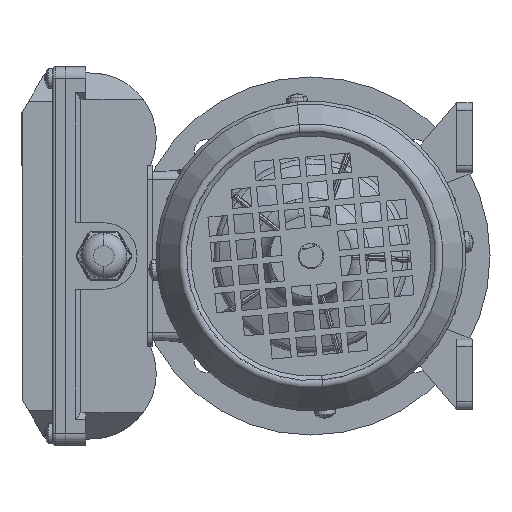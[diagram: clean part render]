
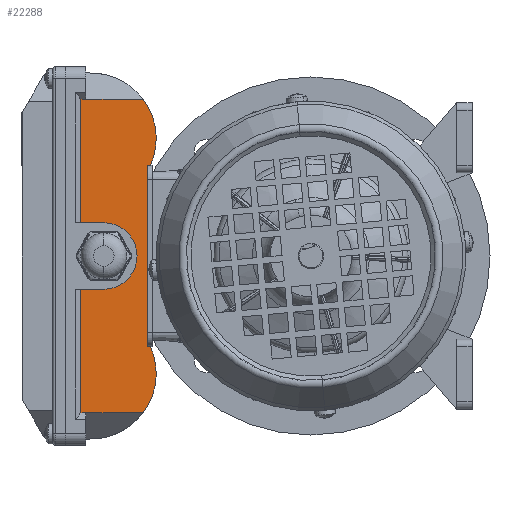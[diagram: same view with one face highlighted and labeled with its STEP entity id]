
A CAD part, left-side view. The second image highlights one B-rep face of the part: STEP entity #22288.
In plain terms, the highlighted face is planar.
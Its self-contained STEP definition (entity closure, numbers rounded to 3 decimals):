
#1980 = CARTESIAN_POINT ( 'NONE',  ( -22.353, -14.36, 2.5 ) ) ;
#1981 = DIRECTION ( 'NONE',  ( 1., 0., 0. ) ) ;
#1983 = DIRECTION ( 'NONE',  ( 0., 0., 1. ) ) ;
#1984 = CARTESIAN_POINT ( 'NONE',  ( -32.853, 8.878, 2.5 ) ) ;
#1986 = AXIS2_PLACEMENT_3D ( 'NONE', #1984, #1983, #1981 ) ;
#1987 = CIRCLE ( 'NONE', #1986, 25.5 ) ;
#2307 = CARTESIAN_POINT ( 'NONE',  ( -48.182, -11.501, 2.5 ) ) ;
#2330 = CARTESIAN_POINT ( 'NONE',  ( 48.647, -14.36, 2.5 ) ) ;
#2660 = CARTESIAN_POINT ( 'NONE',  ( 74.475, -11.501, 2.5 ) ) ;
#2672 = DIRECTION ( 'NONE',  ( 1., 0., 0. ) ) ;
#2674 = DIRECTION ( 'NONE',  ( 0., 0., 1. ) ) ;
#2675 = CARTESIAN_POINT ( 'NONE',  ( 59.147, 8.878, 2.5 ) ) ;
#2676 = AXIS2_PLACEMENT_3D ( 'NONE', #2675, #2674, #2672 ) ;
#2678 = CIRCLE ( 'NONE', #2676, 25.5 ) ;
#5010 = CARTESIAN_POINT ( 'NONE',  ( -22.353, -13.122, 2.5 ) ) ;
#5011 = LINE ( 'NONE', #5010, #5146 ) ;
#5136 = CARTESIAN_POINT ( 'NONE',  ( -22.353, -13.122, 2.5 ) ) ;
#5145 = DIRECTION ( 'NONE',  ( 0., 1., 0. ) ) ;
#5146 = VECTOR ( 'NONE', #5145, 1000. ) ;
#5166 = DIRECTION ( 'NONE',  ( -1., 0., 0. ) ) ;
#5167 = VECTOR ( 'NONE', #5166, 1000. ) ;
#5168 = CARTESIAN_POINT ( 'NONE',  ( 13.147, -13.122, 2.5 ) ) ;
#5176 = LINE ( 'NONE', #5168, #5167 ) ;
#5222 = CARTESIAN_POINT ( 'NONE',  ( 48.647, -13.122, 2.5 ) ) ;
#5229 = DIRECTION ( 'NONE',  ( 0., 1., 0. ) ) ;
#5230 = VECTOR ( 'NONE', #5229, 1000. ) ;
#5232 = CARTESIAN_POINT ( 'NONE',  ( 48.647, -13.122, 2.5 ) ) ;
#5244 = LINE ( 'NONE', #5232, #5230 ) ;
#7068 = DIRECTION ( 'NONE',  ( 0., 1., 0. ) ) ;
#7070 = VECTOR ( 'NONE', #7068, 1000. ) ;
#7071 = CARTESIAN_POINT ( 'NONE',  ( 74.475, 16.878, 2.5 ) ) ;
#7072 = LINE ( 'NONE', #7071, #7070 ) ;
#7206 = CARTESIAN_POINT ( 'NONE',  ( 74.475, 10.878, 2.5 ) ) ;
#7303 = DIRECTION ( 'NONE',  ( 0., 1., 0. ) ) ;
#7304 = VECTOR ( 'NONE', #7303, 1000. ) ;
#7306 = CARTESIAN_POINT ( 'NONE',  ( 74.475, 10.878, 2.5 ) ) ;
#7309 = LINE ( 'NONE', #7306, #7304 ) ;
#7444 = DIRECTION ( 'NONE',  ( 0., -1., 0. ) ) ;
#7446 = VECTOR ( 'NONE', #7444, 1000. ) ;
#7448 = CARTESIAN_POINT ( 'NONE',  ( -48.182, 16.878, 2.5 ) ) ;
#7459 = LINE ( 'NONE', #7448, #7446 ) ;
#7524 = DIRECTION ( 'NONE',  ( 0., 1., 0. ) ) ;
#7525 = VECTOR ( 'NONE', #7524, 1000. ) ;
#7526 = CARTESIAN_POINT ( 'NONE',  ( 26.147, 12.818, 2.5 ) ) ;
#7528 = LINE ( 'NONE', #7526, #7525 ) ;
#7532 = CARTESIAN_POINT ( 'NONE',  ( 0.147, 3.878, 2.5 ) ) ;
#7534 = CARTESIAN_POINT ( 'NONE',  ( -48.182, 10.878, 2.5 ) ) ;
#7630 = DIRECTION ( 'NONE',  ( 1., 0., 0. ) ) ;
#7632 = DIRECTION ( 'NONE',  ( 0., 0., 1. ) ) ;
#7633 = CARTESIAN_POINT ( 'NONE',  ( -60.853, 12.818, 2.5 ) ) ;
#7635 = AXIS2_PLACEMENT_3D ( 'NONE', #7633, #7632, #7630 ) ;
#7637 = PLANE ( 'NONE',  #7635 ) ;
#7644 = FACE_OUTER_BOUND ( 'NONE', #22292, .T. ) ;
#7658 = DIRECTION ( 'NONE',  ( 0., -1., 0. ) ) ;
#7660 = VECTOR ( 'NONE', #7658, 1000. ) ;
#7662 = CARTESIAN_POINT ( 'NONE',  ( -48.182, 16.878, 2.5 ) ) ;
#7664 = LINE ( 'NONE', #7662, #7660 ) ;
#7749 = DIRECTION ( 'NONE',  ( 0., 1., 0. ) ) ;
#7750 = VECTOR ( 'NONE', #7749, 1000. ) ;
#7752 = CARTESIAN_POINT ( 'NONE',  ( 0.147, 16.878, 2.5 ) ) ;
#7753 = LINE ( 'NONE', #7752, #7750 ) ;
#7759 = CARTESIAN_POINT ( 'NONE',  ( 26.147, 3.878, 2.5 ) ) ;
#7761 = DIRECTION ( 'NONE',  ( 1., 0., 0. ) ) ;
#7763 = DIRECTION ( 'NONE',  ( 0., 0., -1. ) ) ;
#7765 = AXIS2_PLACEMENT_3D ( 'NONE', #7778, #7763, #7761 ) ;
#7767 = CIRCLE ( 'NONE', #7765, 13. ) ;
#7778 = CARTESIAN_POINT ( 'NONE',  ( 13.147, 3.878, 2.5 ) ) ;
#17605 = VERTEX_POINT ( 'NONE', #84664 ) ;
#17607 = EDGE_CURVE ( 'NONE', #17605, #17654, #84798, .T. ) ;
#17654 = VERTEX_POINT ( 'NONE', #84862 ) ;
#17812 = VERTEX_POINT ( 'NONE', #85120 ) ;
#18036 = VERTEX_POINT ( 'NONE', #85533 ) ;
#18067 = EDGE_CURVE ( 'NONE', #18036, #17812, #85624, .T. ) ;
#19188 = EDGE_CURVE ( 'NONE', #19329, #19190, #1987, .T. ) ;
#19190 = VERTEX_POINT ( 'NONE', #1980 ) ;
#19329 = VERTEX_POINT ( 'NONE', #2307 ) ;
#19381 = VERTEX_POINT ( 'NONE', #2330 ) ;
#19528 = EDGE_CURVE ( 'NONE', #19381, #19536, #2678, .T. ) ;
#19536 = VERTEX_POINT ( 'NONE', #2660 ) ;
#20824 = EDGE_CURVE ( 'NONE', #19190, #20827, #5011, .T. ) ;
#20827 = VERTEX_POINT ( 'NONE', #5136 ) ;
#20884 = EDGE_CURVE ( 'NONE', #20929, #20827, #5176, .T. ) ;
#20927 = EDGE_CURVE ( 'NONE', #19381, #20929, #5244, .T. ) ;
#20929 = VERTEX_POINT ( 'NONE', #5222 ) ;
#21950 = EDGE_CURVE ( 'NONE', #19536, #22012, #7072, .T. ) ;
#22012 = VERTEX_POINT ( 'NONE', #7206 ) ;
#22040 = ORIENTED_EDGE ( 'NONE', *, *, #17607, .T. ) ;
#22044 = ORIENTED_EDGE ( 'NONE', *, *, #22046, .F. ) ;
#22046 = EDGE_CURVE ( 'NONE', #22012, #17654, #7309, .T. ) ;
#22049 = ORIENTED_EDGE ( 'NONE', *, *, #21950, .F. ) ;
#22055 = ORIENTED_EDGE ( 'NONE', *, *, #19528, .F. ) ;
#22060 = ORIENTED_EDGE ( 'NONE', *, *, #20927, .T. ) ;
#22064 = ORIENTED_EDGE ( 'NONE', *, *, #20884, .T. ) ;
#22141 = ORIENTED_EDGE ( 'NONE', *, *, #20824, .F. ) ;
#22145 = ORIENTED_EDGE ( 'NONE', *, *, #19188, .F. ) ;
#22148 = ORIENTED_EDGE ( 'NONE', *, *, #22275, .F. ) ;
#22153 = ORIENTED_EDGE ( 'NONE', *, *, #22154, .F. ) ;
#22154 = EDGE_CURVE ( 'NONE', #18036, #22180, #7459, .T. ) ;
#22180 = VERTEX_POINT ( 'NONE', #7534 ) ;
#22183 = VERTEX_POINT ( 'NONE', #7532 ) ;
#22185 = ORIENTED_EDGE ( 'NONE', *, *, #22187, .T. ) ;
#22187 = EDGE_CURVE ( 'NONE', #22306, #17605, #7528, .T. ) ;
#22275 = EDGE_CURVE ( 'NONE', #22180, #19329, #7664, .T. ) ;
#22288 = ADVANCED_FACE ( 'NONE', ( #7644 ), #7637, .F. ) ;
#22292 = EDGE_LOOP ( 'NONE', ( #22300, #22185, #22040, #22044, #22049, #22055, #22060, #22064, #22141, #22145, #22148, #22153, #22310, #22314 ) ) ;
#22300 = ORIENTED_EDGE ( 'NONE', *, *, #22304, .F. ) ;
#22304 = EDGE_CURVE ( 'NONE', #22306, #22183, #7767, .T. ) ;
#22306 = VERTEX_POINT ( 'NONE', #7759 ) ;
#22310 = ORIENTED_EDGE ( 'NONE', *, *, #18067, .T. ) ;
#22314 = ORIENTED_EDGE ( 'NONE', *, *, #22316, .F. ) ;
#22316 = EDGE_CURVE ( 'NONE', #22183, #17812, #7753, .T. ) ;
#84664 = CARTESIAN_POINT ( 'NONE',  ( 26.147, 12.818, 2.5 ) ) ;
#84793 = DIRECTION ( 'NONE',  ( 1., 0., 0. ) ) ;
#84795 = VECTOR ( 'NONE', #84793, 1000. ) ;
#84797 = CARTESIAN_POINT ( 'NONE',  ( -60.853, 12.818, 2.5 ) ) ;
#84798 = LINE ( 'NONE', #84797, #84795 ) ;
#84862 = CARTESIAN_POINT ( 'NONE',  ( 74.475, 12.818, 2.5 ) ) ;
#85120 = CARTESIAN_POINT ( 'NONE',  ( 0.147, 12.818, 2.5 ) ) ;
#85533 = CARTESIAN_POINT ( 'NONE',  ( -48.182, 12.818, 2.5 ) ) ;
#85610 = DIRECTION ( 'NONE',  ( 1., 0., 0. ) ) ;
#85612 = VECTOR ( 'NONE', #85610, 1000. ) ;
#85614 = CARTESIAN_POINT ( 'NONE',  ( -60.853, 12.818, 2.5 ) ) ;
#85624 = LINE ( 'NONE', #85614, #85612 ) ;
